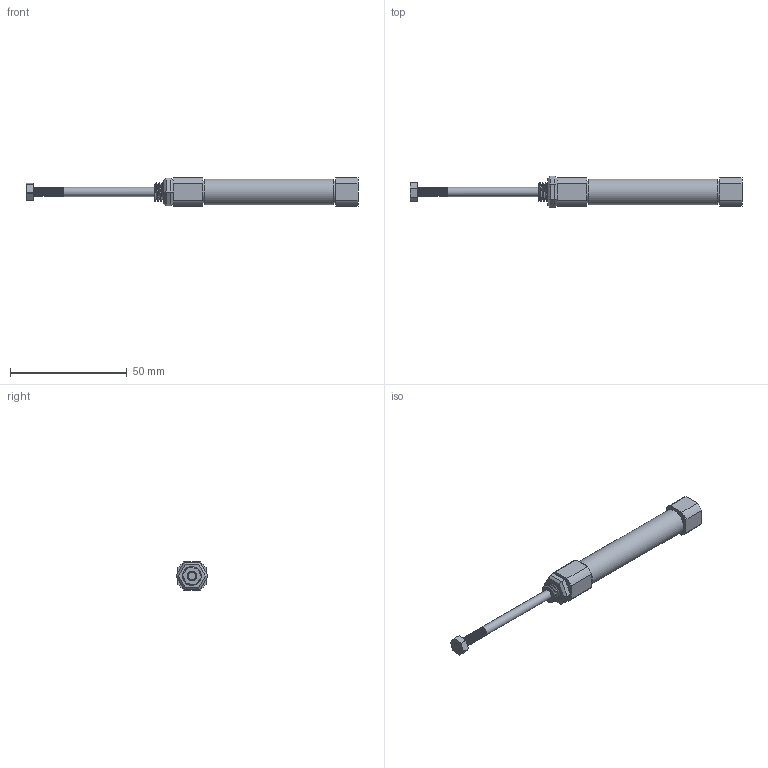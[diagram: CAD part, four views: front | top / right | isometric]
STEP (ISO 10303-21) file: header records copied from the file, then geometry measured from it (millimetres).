
FILE_DESCRIPTION(/* description */ (''),/* implementation_level */ '2;1');
FILE_NAME(/* name */ 'CDJ2B-35-10.step',/* time_stamp */ '2021-07-18T19:19:16+02:00',/* author */ (''),/* organization */ (''),/* preprocessor_version */ 'ST-DEVELOPER v18.1',/* originating_system */ 'Autodesk Translation Framework v10.9.0.1377',/* authorisation */ '');
FILE_SCHEMA (('AUTOMOTIVE_DESIGN { 1 0 10303 214 3 1 1 }'));
Length unit declared in the file: millimetre
Products named in the file (1): Untitled
Bounding box: 142 x 13.63 x 12 mm (x, y, z)
Volume: 8633.3 mm3; surface area: 6700.4 mm2
Topology: 4 solids, 4 shells, 186 faces, 503 edges, 331 vertices
Faces by surface type: cylinder 123, plane 37, bspline 24, cone 2
Full cylindrical faces by diameter (mm): 3.111 x10, 3.332 x2, 3.908 x17, 4.109 x1, 4.234 x7, 4.3 x1, 5.12 x4, 6.446 x2, 6.779 x2, 7.866 x4, 8.17 x1, 9 x2, 11 x1
Entity records: 13848 total; most frequent: CARTESIAN_POINT 9677, ORIENTED_EDGE 1002, DIRECTION 624, EDGE_CURVE 501, VERTEX_POINT 331, B_SPLINE_CURVE_WITH_KNOTS 270, AXIS2_PLACEMENT_3D 230, EDGE_LOOP 200
